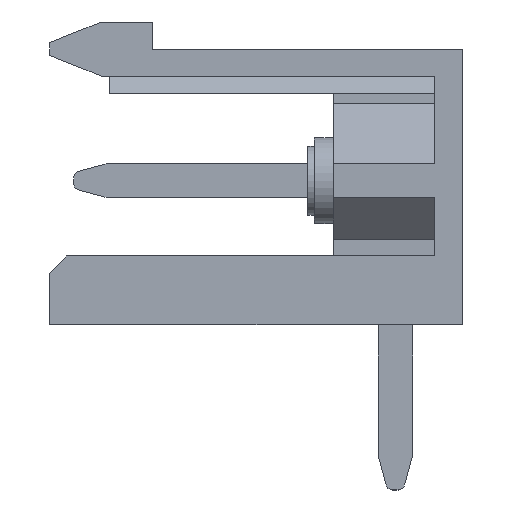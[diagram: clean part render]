
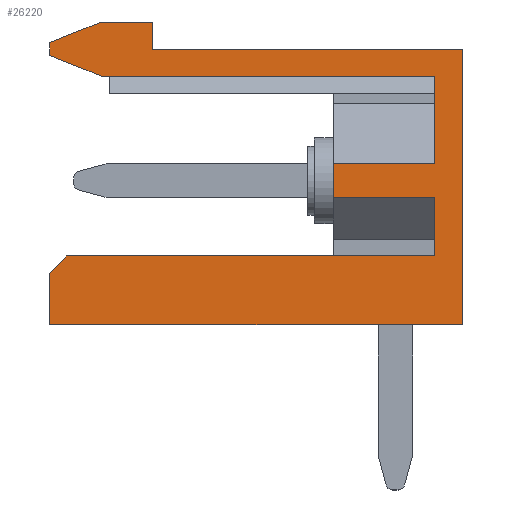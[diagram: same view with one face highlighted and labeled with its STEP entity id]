
A CAD part, left-side view. The second image highlights one B-rep face of the part: STEP entity #26220.
In plain terms, the highlighted planar face has unit normal (-1, 0, 0).
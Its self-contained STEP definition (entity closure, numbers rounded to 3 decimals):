
#536 = DIRECTION ( 'NONE',  ( 0., -1., 0. ) ) ;
#602 = CARTESIAN_POINT ( 'NONE',  ( 0., 0.8, -3.31 ) ) ;
#609 = EDGE_CURVE ( 'NONE', #16294, #12020, #4230, .T. ) ;
#790 = VECTOR ( 'NONE', #28389, 1000. ) ;
#1135 = CARTESIAN_POINT ( 'NONE',  ( 0., 10.5, 0.8 ) ) ;
#1648 = CARTESIAN_POINT ( 'NONE',  ( 0., 12., -0.17 ) ) ;
#1771 = DIRECTION ( 'NONE',  ( 0., -1., 0. ) ) ;
#2173 = EDGE_CURVE ( 'NONE', #12020, #7862, #13266, .T. ) ;
#2255 = ORIENTED_EDGE ( 'NONE', *, *, #9202, .T. ) ;
#2328 = VERTEX_POINT ( 'NONE', #26652 ) ;
#2345 = CARTESIAN_POINT ( 'NONE',  ( 0., 0., -8. ) ) ;
#2439 = LINE ( 'NONE', #5758, #14169 ) ;
#2596 = LINE ( 'NONE', #26209, #14319 ) ;
#2967 = DIRECTION ( 'NONE',  ( 0., -1., 0. ) ) ;
#3172 = EDGE_CURVE ( 'NONE', #2328, #13630, #2596, .T. ) ;
#3619 = ORIENTED_EDGE ( 'NONE', *, *, #27475, .F. ) ;
#3743 = LINE ( 'NONE', #18161, #17639 ) ;
#3887 = EDGE_CURVE ( 'NONE', #14855, #19183, #6241, .T. ) ;
#3896 = VECTOR ( 'NONE', #17242, 1000. ) ;
#3947 = CARTESIAN_POINT ( 'NONE',  ( 0., 0.8, -0.77 ) ) ;
#3994 = VERTEX_POINT ( 'NONE', #23522 ) ;
#4079 = CARTESIAN_POINT ( 'NONE',  ( 0., 0.8, -6. ) ) ;
#4147 = DIRECTION ( 'NONE',  ( 0., 0., 1. ) ) ;
#4230 = LINE ( 'NONE', #25828, #22139 ) ;
#4251 = ORIENTED_EDGE ( 'NONE', *, *, #15875, .F. ) ;
#4485 = DIRECTION ( 'NONE',  ( 0., 0.707, -0.707 ) ) ;
#5097 = CARTESIAN_POINT ( 'NONE',  ( 0., 9.01, 0.8 ) ) ;
#5120 = LINE ( 'NONE', #8813, #16796 ) ;
#5474 = DIRECTION ( 'NONE',  ( 0., 0.928, 0.371 ) ) ;
#5630 = CARTESIAN_POINT ( 'NONE',  ( 0., 3.75, -4.31 ) ) ;
#5758 = CARTESIAN_POINT ( 'NONE',  ( 0., 10.5, 0.8 ) ) ;
#6184 = ORIENTED_EDGE ( 'NONE', *, *, #3887, .F. ) ;
#6241 = LINE ( 'NONE', #21588, #25560 ) ;
#6294 = ORIENTED_EDGE ( 'NONE', *, *, #30232, .F. ) ;
#6335 = DIRECTION ( 'NONE',  ( 0., 0., 1. ) ) ;
#6438 = VECTOR ( 'NONE', #28445, 1000. ) ;
#6648 = LINE ( 'NONE', #19475, #12853 ) ;
#7194 = CARTESIAN_POINT ( 'NONE',  ( 0., 9.01, 0. ) ) ;
#7458 = DIRECTION ( 'NONE',  ( 0., 0., -1. ) ) ;
#7619 = DIRECTION ( 'NONE',  ( 0., 0., 1. ) ) ;
#7643 = FACE_OUTER_BOUND ( 'NONE', #25636, .T. ) ;
#7724 = VERTEX_POINT ( 'NONE', #22768 ) ;
#7862 = VERTEX_POINT ( 'NONE', #2345 ) ;
#8114 = DIRECTION ( 'NONE',  ( 0., -1., 0. ) ) ;
#8813 = CARTESIAN_POINT ( 'NONE',  ( 0., 10.5, -0.77 ) ) ;
#8888 = ORIENTED_EDGE ( 'NONE', *, *, #15058, .F. ) ;
#8897 = VECTOR ( 'NONE', #16268, 1000. ) ;
#9202 = EDGE_CURVE ( 'NONE', #11718, #9482, #24438, .T. ) ;
#9203 = EDGE_CURVE ( 'NONE', #3994, #21524, #5120, .T. ) ;
#9236 = ORIENTED_EDGE ( 'NONE', *, *, #18255, .F. ) ;
#9482 = VERTEX_POINT ( 'NONE', #28422 ) ;
#9993 = VERTEX_POINT ( 'NONE', #18609 ) ;
#10715 = EDGE_CURVE ( 'NONE', #7862, #24694, #23245, .T. ) ;
#11144 = DIRECTION ( 'NONE',  ( 0., 1., 0. ) ) ;
#11282 = AXIS2_PLACEMENT_3D ( 'NONE', #19089, #12065, #7458 ) ;
#11718 = VERTEX_POINT ( 'NONE', #5630 ) ;
#12020 = VERTEX_POINT ( 'NONE', #20830 ) ;
#12065 = DIRECTION ( 'NONE',  ( 1., 0., 0. ) ) ;
#12853 = VECTOR ( 'NONE', #5474, 1000. ) ;
#12900 = EDGE_CURVE ( 'NONE', #18936, #16294, #24300, .T. ) ;
#12952 = DIRECTION ( 'NONE',  ( 0., -0.928, 0.371 ) ) ;
#13208 = CARTESIAN_POINT ( 'NONE',  ( 0., 9.01, 0.8 ) ) ;
#13222 = ORIENTED_EDGE ( 'NONE', *, *, #19616, .T. ) ;
#13266 = LINE ( 'NONE', #19125, #790 ) ;
#13600 = VECTOR ( 'NONE', #4485, 1000. ) ;
#13630 = VERTEX_POINT ( 'NONE', #4079 ) ;
#13920 = CARTESIAN_POINT ( 'NONE',  ( 0., 3.75, -3.31 ) ) ;
#13954 = EDGE_CURVE ( 'NONE', #9993, #28687, #24970, .T. ) ;
#14128 = CARTESIAN_POINT ( 'NONE',  ( 0., 12., 0.2 ) ) ;
#14168 = ORIENTED_EDGE ( 'NONE', *, *, #609, .F. ) ;
#14169 = VECTOR ( 'NONE', #8114, 1000. ) ;
#14319 = VECTOR ( 'NONE', #536, 1000. ) ;
#14358 = LINE ( 'NONE', #18492, #13600 ) ;
#14420 = ORIENTED_EDGE ( 'NONE', *, *, #12900, .F. ) ;
#14855 = VERTEX_POINT ( 'NONE', #1648 ) ;
#15058 = EDGE_CURVE ( 'NONE', #24694, #7724, #3743, .T. ) ;
#15172 = VECTOR ( 'NONE', #12952, 1000. ) ;
#15875 = EDGE_CURVE ( 'NONE', #21524, #14855, #6648, .T. ) ;
#15884 = CARTESIAN_POINT ( 'NONE',  ( 0., 0.8, -0.77 ) ) ;
#16268 = DIRECTION ( 'NONE',  ( 0., 0., -1. ) ) ;
#16294 = VERTEX_POINT ( 'NONE', #7194 ) ;
#16672 = VERTEX_POINT ( 'NONE', #29570 ) ;
#16796 = VECTOR ( 'NONE', #11144, 1000. ) ;
#17145 = CARTESIAN_POINT ( 'NONE',  ( 0., 0., -8. ) ) ;
#17242 = DIRECTION ( 'NONE',  ( 0., 1., 0. ) ) ;
#17639 = VECTOR ( 'NONE', #4147, 1000. ) ;
#18083 = VECTOR ( 'NONE', #2967, 1000. ) ;
#18091 = DIRECTION ( 'NONE',  ( 0., -1., 0. ) ) ;
#18161 = CARTESIAN_POINT ( 'NONE',  ( 0., 12., -8. ) ) ;
#18255 = EDGE_CURVE ( 'NONE', #19183, #16672, #22085, .T. ) ;
#18492 = CARTESIAN_POINT ( 'NONE',  ( 0., 11.5, -6. ) ) ;
#18609 = CARTESIAN_POINT ( 'NONE',  ( 0., 3.75, -3.31 ) ) ;
#18888 = ORIENTED_EDGE ( 'NONE', *, *, #13954, .F. ) ;
#18936 = VERTEX_POINT ( 'NONE', #13208 ) ;
#19089 = CARTESIAN_POINT ( 'NONE',  ( 0., 0., 0. ) ) ;
#19109 = EDGE_CURVE ( 'NONE', #9993, #11718, #28227, .T. ) ;
#19125 = CARTESIAN_POINT ( 'NONE',  ( 0., 0., 0. ) ) ;
#19183 = VERTEX_POINT ( 'NONE', #14128 ) ;
#19475 = CARTESIAN_POINT ( 'NONE',  ( 0., 12., -0.17 ) ) ;
#19616 = EDGE_CURVE ( 'NONE', #2328, #7724, #14358, .T. ) ;
#20042 = LINE ( 'NONE', #3947, #20797 ) ;
#20452 = CARTESIAN_POINT ( 'NONE',  ( 0., 3.75, -4.31 ) ) ;
#20797 = VECTOR ( 'NONE', #6335, 1000. ) ;
#20830 = CARTESIAN_POINT ( 'NONE',  ( 0., 0., 0. ) ) ;
#21010 = ORIENTED_EDGE ( 'NONE', *, *, #2173, .F. ) ;
#21222 = VECTOR ( 'NONE', #27485, 1000. ) ;
#21292 = CARTESIAN_POINT ( 'NONE',  ( 0., 10.5, -0.77 ) ) ;
#21442 = PLANE ( 'NONE',  #11282 ) ;
#21524 = VERTEX_POINT ( 'NONE', #21292 ) ;
#21588 = CARTESIAN_POINT ( 'NONE',  ( 0., 12., -0.17 ) ) ;
#21661 = CARTESIAN_POINT ( 'NONE',  ( 0., 3.75, -3.31 ) ) ;
#21927 = LINE ( 'NONE', #15884, #21222 ) ;
#22085 = LINE ( 'NONE', #1135, #15172 ) ;
#22139 = VECTOR ( 'NONE', #1771, 1000. ) ;
#22437 = EDGE_CURVE ( 'NONE', #28687, #3994, #20042, .T. ) ;
#22649 = ORIENTED_EDGE ( 'NONE', *, *, #19109, .T. ) ;
#22768 = CARTESIAN_POINT ( 'NONE',  ( 0., 12., -6.5 ) ) ;
#23245 = LINE ( 'NONE', #17145, #3896 ) ;
#23522 = CARTESIAN_POINT ( 'NONE',  ( 0., 0.8, -0.77 ) ) ;
#24300 = LINE ( 'NONE', #5097, #6438 ) ;
#24438 = LINE ( 'NONE', #20452, #29202 ) ;
#24676 = ORIENTED_EDGE ( 'NONE', *, *, #9203, .F. ) ;
#24694 = VERTEX_POINT ( 'NONE', #28938 ) ;
#24970 = LINE ( 'NONE', #21661, #18083 ) ;
#25560 = VECTOR ( 'NONE', #7619, 1000. ) ;
#25636 = EDGE_LOOP ( 'NONE', ( #30182, #13222, #8888, #29994, #21010, #14168, #14420, #3619, #9236, #6184, #4251, #24676, #28737, #18888, #22649, #2255, #6294 ) ) ;
#25828 = CARTESIAN_POINT ( 'NONE',  ( 0., 9.01, 0. ) ) ;
#26209 = CARTESIAN_POINT ( 'NONE',  ( 0., 0.8, -6. ) ) ;
#26220 = ADVANCED_FACE ( 'NONE', ( #7643 ), #21442, .F. ) ;
#26652 = CARTESIAN_POINT ( 'NONE',  ( 0., 11.5, -6. ) ) ;
#27475 = EDGE_CURVE ( 'NONE', #16672, #18936, #2439, .T. ) ;
#27485 = DIRECTION ( 'NONE',  ( 0., 0., 1. ) ) ;
#28227 = LINE ( 'NONE', #13920, #8897 ) ;
#28389 = DIRECTION ( 'NONE',  ( 0., 0., -1. ) ) ;
#28422 = CARTESIAN_POINT ( 'NONE',  ( 0., 0.8, -4.31 ) ) ;
#28445 = DIRECTION ( 'NONE',  ( 0., 0., -1. ) ) ;
#28687 = VERTEX_POINT ( 'NONE', #602 ) ;
#28737 = ORIENTED_EDGE ( 'NONE', *, *, #22437, .F. ) ;
#28938 = CARTESIAN_POINT ( 'NONE',  ( 0., 12., -8. ) ) ;
#29202 = VECTOR ( 'NONE', #18091, 1000. ) ;
#29570 = CARTESIAN_POINT ( 'NONE',  ( 0., 10.5, 0.8 ) ) ;
#29994 = ORIENTED_EDGE ( 'NONE', *, *, #10715, .F. ) ;
#30182 = ORIENTED_EDGE ( 'NONE', *, *, #3172, .F. ) ;
#30232 = EDGE_CURVE ( 'NONE', #13630, #9482, #21927, .T. ) ;
